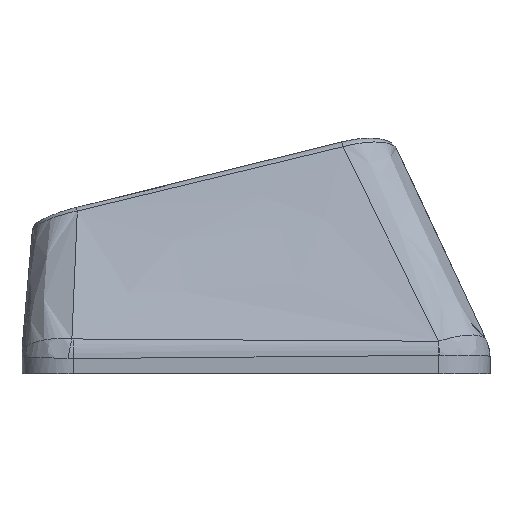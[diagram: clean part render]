
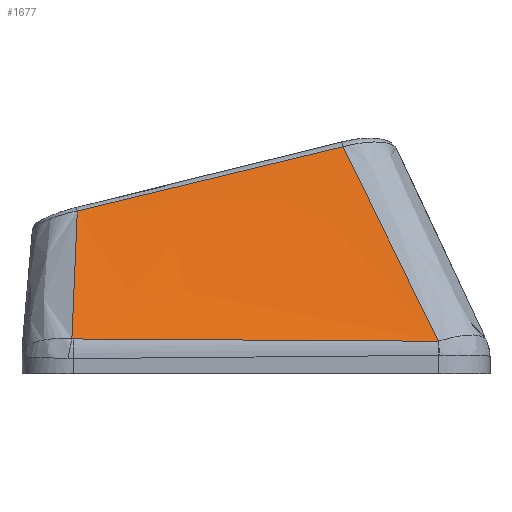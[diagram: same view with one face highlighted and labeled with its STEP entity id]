
A CAD part, left-side view. The second image highlights one B-rep face of the part: STEP entity #1677.
In plain terms, the highlighted free-form (B-spline) face has degree [3, 3] with [4, 4] control points.
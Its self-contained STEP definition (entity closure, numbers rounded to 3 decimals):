
#238=FACE_OUTER_BOUND('',#329,.T.);
#329=EDGE_LOOP('',(#1278,#1279,#1280,#1281,#1282,#1283));
#489=B_SPLINE_CURVE_WITH_KNOTS('',3,(#3406,#3407,#3408,#3409),
 .UNSPECIFIED.,.F.,.F.,(4,4),(0.,0.001),.UNSPECIFIED.);
#491=B_SPLINE_CURVE_WITH_KNOTS('',3,(#3433,#3434,#3435,#3436),
 .UNSPECIFIED.,.F.,.F.,(4,4),(0.,1.416),.UNSPECIFIED.);
#493=B_SPLINE_CURVE_WITH_KNOTS('',3,(#3460,#3461,#3462,#3463),
 .UNSPECIFIED.,.F.,.F.,(4,4),(0.,0.005),
 .UNSPECIFIED.);
#508=B_SPLINE_CURVE_WITH_KNOTS('',3,(#3739,#3740,#3741,#3742),
 .UNSPECIFIED.,.F.,.F.,(4,4),(0.03,0.922),
 .UNSPECIFIED.);
#509=B_SPLINE_CURVE_WITH_KNOTS('',3,(#3744,#3745,#3746,#3747),
 .UNSPECIFIED.,.F.,.F.,(4,4),(-1.06,0.),
 .UNSPECIFIED.);
#510=B_SPLINE_CURVE_WITH_KNOTS('',3,(#3748,#3749,#3750,#3751),
 .UNSPECIFIED.,.F.,.F.,(4,4),(-0.6,-0.022),
 .UNSPECIFIED.);
#671=VERTEX_POINT('',#3368);
#673=VERTEX_POINT('',#3399);
#675=VERTEX_POINT('',#3426);
#677=VERTEX_POINT('',#3453);
#693=VERTEX_POINT('',#3738);
#694=VERTEX_POINT('',#3743);
#882=EDGE_CURVE('',#671,#673,#489,.T.);
#885=EDGE_CURVE('',#673,#675,#491,.T.);
#888=EDGE_CURVE('',#675,#677,#493,.T.);
#912=EDGE_CURVE('',#693,#671,#508,.T.);
#913=EDGE_CURVE('',#694,#693,#509,.T.);
#914=EDGE_CURVE('',#677,#694,#510,.T.);
#1278=ORIENTED_EDGE('',*,*,#888,.F.);
#1279=ORIENTED_EDGE('',*,*,#885,.F.);
#1280=ORIENTED_EDGE('',*,*,#882,.F.);
#1281=ORIENTED_EDGE('',*,*,#912,.F.);
#1282=ORIENTED_EDGE('',*,*,#913,.F.);
#1283=ORIENTED_EDGE('',*,*,#914,.F.);
#1619=B_SPLINE_SURFACE_WITH_KNOTS('',3,3,((#3722,#3723,#3724,#3725),(#3726,
#3727,#3728,#3729),(#3730,#3731,#3732,#3733),(#3734,#3735,#3736,#3737)),
 .UNSPECIFIED.,.F.,.F.,.F.,(4,4),(4,4),(0.103,0.893),
(0.032,0.968),.UNSPECIFIED.);
#1677=ADVANCED_FACE('',(#238),#1619,.T.);
#3368=CARTESIAN_POINT('',(-11.358,-7.087,0.264));
#3399=CARTESIAN_POINT('',(-11.358,-7.077,0.264));
#3406=CARTESIAN_POINT('Ctrl Pts',(-11.358,-7.087,0.264));
#3407=CARTESIAN_POINT('Ctrl Pts',(-11.358,-7.083,0.264));
#3408=CARTESIAN_POINT('Ctrl Pts',(-11.358,-7.08,0.264));
#3409=CARTESIAN_POINT('Ctrl Pts',(-11.358,-7.077,0.264));
#3426=CARTESIAN_POINT('',(-11.253,7.09,0.353));
#3433=CARTESIAN_POINT('Ctrl Pts',(-11.358,-7.077,0.264));
#3434=CARTESIAN_POINT('Ctrl Pts',(-11.337,-2.356,0.287));
#3435=CARTESIAN_POINT('Ctrl Pts',(-11.31,2.366,0.316));
#3436=CARTESIAN_POINT('Ctrl Pts',(-11.253,7.09,0.353));
#3453=CARTESIAN_POINT('',(-11.25,7.144,0.358));
#3460=CARTESIAN_POINT('Ctrl Pts',(-11.253,7.09,0.353));
#3461=CARTESIAN_POINT('Ctrl Pts',(-11.253,7.108,0.353));
#3462=CARTESIAN_POINT('Ctrl Pts',(-11.252,7.126,0.355));
#3463=CARTESIAN_POINT('Ctrl Pts',(-11.25,7.144,0.358));
#3722=CARTESIAN_POINT('Ctrl Pts',(-8.343,-3.781,7.908));
#3723=CARTESIAN_POINT('Ctrl Pts',(-9.348,-4.883,5.36));
#3724=CARTESIAN_POINT('Ctrl Pts',(-10.353,-5.985,2.812));
#3725=CARTESIAN_POINT('Ctrl Pts',(-11.358,-7.087,0.264));
#3726=CARTESIAN_POINT('Ctrl Pts',(-8.343,-0.13,
7.03));
#3727=CARTESIAN_POINT('Ctrl Pts',(-9.348,-0.868,
4.765));
#3728=CARTESIAN_POINT('Ctrl Pts',(-10.353,-1.606,2.5));
#3729=CARTESIAN_POINT('Ctrl Pts',(-11.358,-2.344,0.235));
#3730=CARTESIAN_POINT('Ctrl Pts',(-8.343,3.52,6.151));
#3731=CARTESIAN_POINT('Ctrl Pts',(-9.348,3.146,4.169));
#3732=CARTESIAN_POINT('Ctrl Pts',(-10.353,2.773,2.187));
#3733=CARTESIAN_POINT('Ctrl Pts',(-11.358,2.399,0.205));
#3734=CARTESIAN_POINT('Ctrl Pts',(-8.343,7.17,5.273));
#3735=CARTESIAN_POINT('Ctrl Pts',(-9.348,7.161,3.574));
#3736=CARTESIAN_POINT('Ctrl Pts',(-10.353,7.152,1.875));
#3737=CARTESIAN_POINT('Ctrl Pts',(-11.358,7.143,0.176));
#3738=CARTESIAN_POINT('',(-8.343,-3.37,7.809));
#3739=CARTESIAN_POINT('Ctrl Pts',(-8.343,-3.37,7.809));
#3740=CARTESIAN_POINT('Ctrl Pts',(-9.361,-4.619,5.302));
#3741=CARTESIAN_POINT('Ctrl Pts',(-10.363,-5.856,2.785));
#3742=CARTESIAN_POINT('Ctrl Pts',(-11.358,-7.087,0.264));
#3743=CARTESIAN_POINT('',(-8.349,6.935,5.318));
#3744=CARTESIAN_POINT('Ctrl Pts',(-8.349,6.935,5.318));
#3745=CARTESIAN_POINT('Ctrl Pts',(-8.348,3.499,6.144));
#3746=CARTESIAN_POINT('Ctrl Pts',(-8.345,0.064,
6.976));
#3747=CARTESIAN_POINT('Ctrl Pts',(-8.343,-3.37,7.809));
#3748=CARTESIAN_POINT('Ctrl Pts',(-11.25,7.144,0.358));
#3749=CARTESIAN_POINT('Ctrl Pts',(-10.275,7.059,2.008));
#3750=CARTESIAN_POINT('Ctrl Pts',(-9.307,6.987,3.661));
#3751=CARTESIAN_POINT('Ctrl Pts',(-8.349,6.935,5.318));
